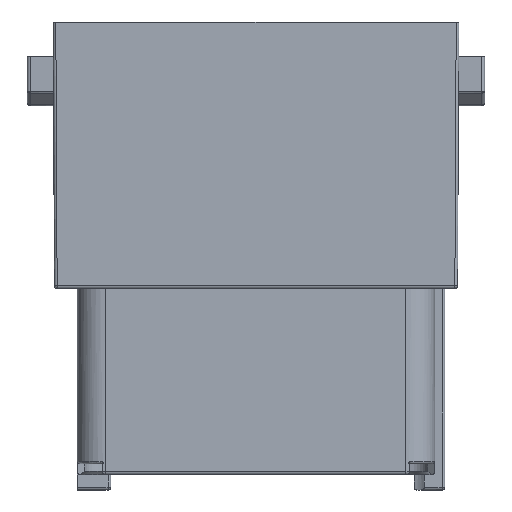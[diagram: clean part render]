
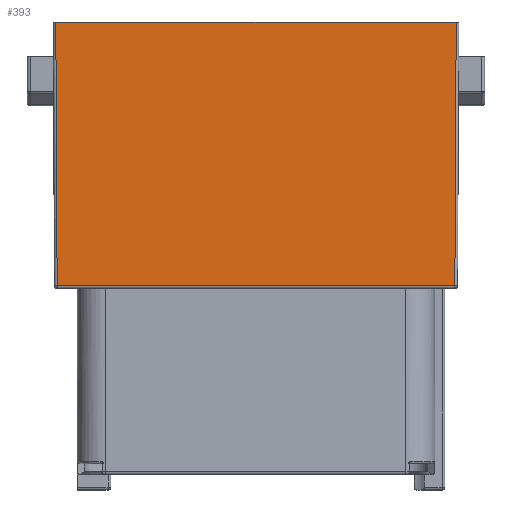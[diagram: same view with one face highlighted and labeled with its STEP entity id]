
A CAD part, front view. The second image highlights one B-rep face of the part: STEP entity #393.
In plain terms, the highlighted planar face has unit normal (0, -1, -0.005).
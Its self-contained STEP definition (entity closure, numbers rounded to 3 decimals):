
#250=FACE_OUTER_BOUND('',#1218,.T.);
#393=ADVANCED_FACE('',(#250),#614,.F.);
#614=PLANE('',#3773);
#1218=EDGE_LOOP('',(#1767,#1768,#1769,#1770));
#1767=ORIENTED_EDGE('',*,*,#2991,.T.);
#1768=ORIENTED_EDGE('',*,*,#2992,.T.);
#1769=ORIENTED_EDGE('',*,*,#2993,.T.);
#1770=ORIENTED_EDGE('',*,*,#2962,.T.);
#2606=VERTEX_POINT('',#5670);
#2607=VERTEX_POINT('',#5671);
#2633=VERTEX_POINT('',#5728);
#2634=VERTEX_POINT('',#5730);
#2962=EDGE_CURVE('',#2606,#2607,#3338,.T.);
#2991=EDGE_CURVE('',#2607,#2633,#3350,.T.);
#2992=EDGE_CURVE('',#2633,#2634,#3351,.T.);
#2993=EDGE_CURVE('',#2634,#2606,#3352,.T.);
#3338=LINE('',#5669,#3535);
#3350=LINE('',#5727,#3547);
#3351=LINE('',#5729,#3548);
#3352=LINE('',#5731,#3549);
#3535=VECTOR('',#4433,1.);
#3547=VECTOR('',#4483,1.);
#3548=VECTOR('',#4484,1.);
#3549=VECTOR('',#4485,1.);
#3773=AXIS2_PLACEMENT_3D('',#5732,#4486,#4487);
#4433=DIRECTION('',(-1.,0.,0.));
#4483=DIRECTION('',(0.005,0.005,-1.));
#4484=DIRECTION('',(1.,0.,0.));
#4485=DIRECTION('',(0.005,-0.005,1.));
#4486=DIRECTION('',(0.,1.,0.005));
#4487=DIRECTION('',(0.,-0.005,1.));
#5669=CARTESIAN_POINT('',(0.,-7.3,0.));
#5670=CARTESIAN_POINT('',(14.95,-7.3,0.));
#5671=CARTESIAN_POINT('',(-14.95,-7.3,0.));
#5727=CARTESIAN_POINT('',(-14.95,-7.3,-0.075));
#5728=CARTESIAN_POINT('',(-14.851,-7.201,-19.701));
#5729=CARTESIAN_POINT('',(0.,-7.201,-19.701));
#5730=CARTESIAN_POINT('',(14.851,-7.201,-19.701));
#5731=CARTESIAN_POINT('',(14.95,-7.3,-0.075));
#5732=CARTESIAN_POINT('',(0.,-7.3,0.));
